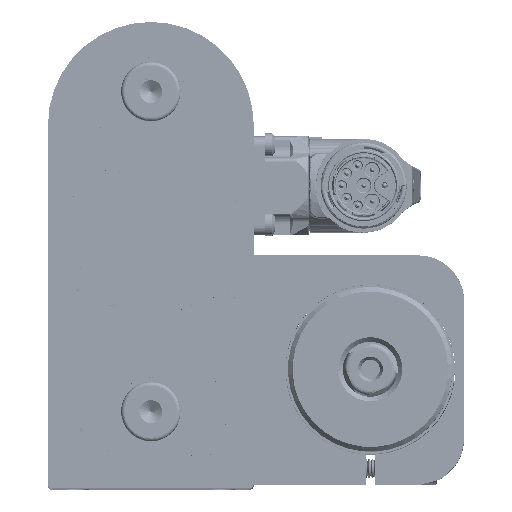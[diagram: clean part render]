
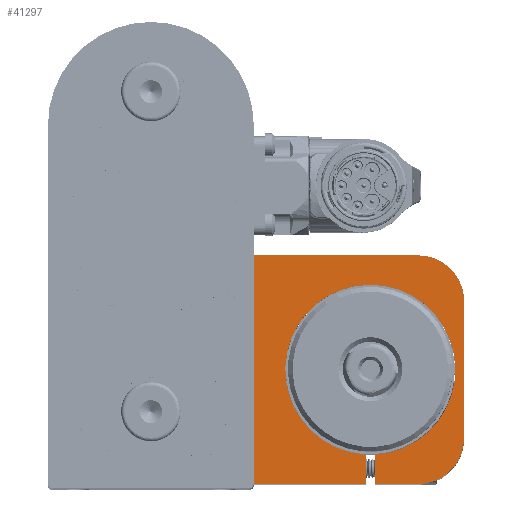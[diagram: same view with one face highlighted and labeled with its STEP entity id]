
A CAD part, top view. The second image highlights one B-rep face of the part: STEP entity #41297.
In plain terms, the highlighted planar face has unit normal (0, 0, 1).
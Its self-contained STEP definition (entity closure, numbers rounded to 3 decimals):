
#2855 = VERTEX_POINT ( 'NONE', #45373 ) ;
#3215 = CARTESIAN_POINT ( 'NONE',  ( 18.573, 1., 12.5 ) ) ;
#3317 = VERTEX_POINT ( 'NONE', #22792 ) ;
#4011 = LINE ( 'NONE', #50902, #10915 ) ;
#8209 = ORIENTED_EDGE ( 'NONE', *, *, #55552, .T. ) ;
#9064 = PLANE ( 'NONE',  #78323 ) ;
#9148 = VECTOR ( 'NONE', #45540, 1000. ) ;
#10215 = VERTEX_POINT ( 'NONE', #26198 ) ;
#10915 = VECTOR ( 'NONE', #32213, 1000. ) ;
#11207 = EDGE_CURVE ( 'NONE', #20764, #78908, #51238, .T. ) ;
#13433 = VERTEX_POINT ( 'NONE', #25165 ) ;
#14136 = VECTOR ( 'NONE', #32090, 1000. ) ;
#15157 = CARTESIAN_POINT ( 'NONE',  ( -25., -25.5, 12.5 ) ) ;
#15365 = DIRECTION ( 'NONE',  ( 1., 0., 0. ) ) ;
#15502 = ORIENTED_EDGE ( 'NONE', *, *, #46124, .T. ) ;
#17393 = CIRCLE ( 'NONE', #61206, 10. ) ;
#20251 = VECTOR ( 'NONE', #26758, 1000. ) ;
#20764 = VERTEX_POINT ( 'NONE', #75587 ) ;
#20943 = LINE ( 'NONE', #15157, #27376 ) ;
#20994 = EDGE_CURVE ( 'NONE', #28693, #81363, #63460, .T. ) ;
#21562 = CARTESIAN_POINT ( 'NONE',  ( 15., 10.5, 12.5 ) ) ;
#21574 = CARTESIAN_POINT ( 'NONE',  ( 0., 0., 12.5 ) ) ;
#21949 = DIRECTION ( 'NONE',  ( 0., 0., -1. ) ) ;
#22792 = CARTESIAN_POINT ( 'NONE',  ( 25., 10.5, 12.5 ) ) ;
#24776 = ORIENTED_EDGE ( 'NONE', *, *, #38226, .T. ) ;
#25165 = CARTESIAN_POINT ( 'NONE',  ( 25., 1., 12.5 ) ) ;
#26198 = CARTESIAN_POINT ( 'NONE',  ( 15., 20.5, 12.5 ) ) ;
#26758 = DIRECTION ( 'NONE',  ( 1., 0., 0. ) ) ;
#27376 = VECTOR ( 'NONE', #65843, 1000. ) ;
#28178 = CARTESIAN_POINT ( 'NONE',  ( -25., 20.5, 12.5 ) ) ;
#28693 = VERTEX_POINT ( 'NONE', #44181 ) ;
#29233 = ORIENTED_EDGE ( 'NONE', *, *, #57510, .T. ) ;
#30672 = EDGE_LOOP ( 'NONE', ( #48762, #8209, #61386, #72114, #29233, #15502, #24776, #62955, #36921, #32928 ) ) ;
#31824 = CARTESIAN_POINT ( 'NONE',  ( 25., -1., 12.5 ) ) ;
#32090 = DIRECTION ( 'NONE',  ( 0., 1., 0. ) ) ;
#32213 = DIRECTION ( 'NONE',  ( -1., 0., 0. ) ) ;
#32422 = AXIS2_PLACEMENT_3D ( 'NONE', #21574, #46931, #15365 ) ;
#32928 = ORIENTED_EDGE ( 'NONE', *, *, #45553, .F. ) ;
#33998 = CARTESIAN_POINT ( 'NONE',  ( 25., -1., 12.5 ) ) ;
#34910 = EDGE_CURVE ( 'NONE', #48152, #28693, #40371, .T. ) ;
#35666 = DIRECTION ( 'NONE',  ( -1., 0., 0. ) ) ;
#36921 = ORIENTED_EDGE ( 'NONE', *, *, #34910, .F. ) ;
#38226 = EDGE_CURVE ( 'NONE', #2855, #81363, #62497, .T. ) ;
#40371 = CIRCLE ( 'NONE', #32422, 18.6 ) ;
#40640 = FACE_OUTER_BOUND ( 'NONE', #30672, .T. ) ;
#40787 = LINE ( 'NONE', #72396, #59343 ) ;
#41297 = ADVANCED_FACE ( 'NONE', ( #40640 ), #9064, .F. ) ;
#42036 = DIRECTION ( 'NONE',  ( -1., 0., 0. ) ) ;
#42308 = DIRECTION ( 'NONE',  ( 0., 0., 1. ) ) ;
#42436 = CARTESIAN_POINT ( 'NONE',  ( -15., 10.5, 12.5 ) ) ;
#44181 = CARTESIAN_POINT ( 'NONE',  ( 18.573, -1., 12.5 ) ) ;
#45373 = CARTESIAN_POINT ( 'NONE',  ( 25., -25.5, 12.5 ) ) ;
#45540 = DIRECTION ( 'NONE',  ( 1., 0., 0. ) ) ;
#45553 = EDGE_CURVE ( 'NONE', #13433, #48152, #4011, .T. ) ;
#46124 = EDGE_CURVE ( 'NONE', #52259, #2855, #63809, .T. ) ;
#46931 = DIRECTION ( 'NONE',  ( 0., 0., 1. ) ) ;
#48152 = VERTEX_POINT ( 'NONE', #3215 ) ;
#48762 = ORIENTED_EDGE ( 'NONE', *, *, #52074, .T. ) ;
#50529 = CARTESIAN_POINT ( 'NONE',  ( -25., 10.5, 12.5 ) ) ;
#50902 = CARTESIAN_POINT ( 'NONE',  ( 25., 1., 12.5 ) ) ;
#51192 = CARTESIAN_POINT ( 'NONE',  ( 25., -25.5, 12.5 ) ) ;
#51238 = CIRCLE ( 'NONE', #72527, 10. ) ;
#52074 = EDGE_CURVE ( 'NONE', #13433, #3317, #56642, .T. ) ;
#52228 = EDGE_CURVE ( 'NONE', #10215, #20764, #40787, .T. ) ;
#52259 = VERTEX_POINT ( 'NONE', #53681 ) ;
#53681 = CARTESIAN_POINT ( 'NONE',  ( -25., -25.5, 12.5 ) ) ;
#55552 = EDGE_CURVE ( 'NONE', #3317, #10215, #17393, .T. ) ;
#56642 = LINE ( 'NONE', #51192, #14136 ) ;
#57510 = EDGE_CURVE ( 'NONE', #78908, #52259, #20943, .T. ) ;
#59343 = VECTOR ( 'NONE', #66979, 1000. ) ;
#60368 = DIRECTION ( 'NONE',  ( 0., 0., 1. ) ) ;
#61206 = AXIS2_PLACEMENT_3D ( 'NONE', #21562, #42308, #35666 ) ;
#61386 = ORIENTED_EDGE ( 'NONE', *, *, #52228, .T. ) ;
#62497 = LINE ( 'NONE', #81990, #73958 ) ;
#62955 = ORIENTED_EDGE ( 'NONE', *, *, #20994, .F. ) ;
#63460 = LINE ( 'NONE', #31824, #9148 ) ;
#63809 = LINE ( 'NONE', #64624, #20251 ) ;
#64624 = CARTESIAN_POINT ( 'NONE',  ( -25., -25.5, 12.5 ) ) ;
#65843 = DIRECTION ( 'NONE',  ( 0., -1., 0. ) ) ;
#66426 = DIRECTION ( 'NONE',  ( -1., 0., 0. ) ) ;
#66979 = DIRECTION ( 'NONE',  ( -1., 0., 0. ) ) ;
#69898 = DIRECTION ( 'NONE',  ( 0., 1., 0. ) ) ;
#72114 = ORIENTED_EDGE ( 'NONE', *, *, #11207, .T. ) ;
#72396 = CARTESIAN_POINT ( 'NONE',  ( -25., 20.5, 12.5 ) ) ;
#72527 = AXIS2_PLACEMENT_3D ( 'NONE', #42436, #60368, #42036 ) ;
#73958 = VECTOR ( 'NONE', #69898, 1000. ) ;
#75587 = CARTESIAN_POINT ( 'NONE',  ( -15., 20.5, 12.5 ) ) ;
#78323 = AXIS2_PLACEMENT_3D ( 'NONE', #28178, #21949, #66426 ) ;
#78908 = VERTEX_POINT ( 'NONE', #50529 ) ;
#81363 = VERTEX_POINT ( 'NONE', #33998 ) ;
#81990 = CARTESIAN_POINT ( 'NONE',  ( 25., -25.5, 12.5 ) ) ;
